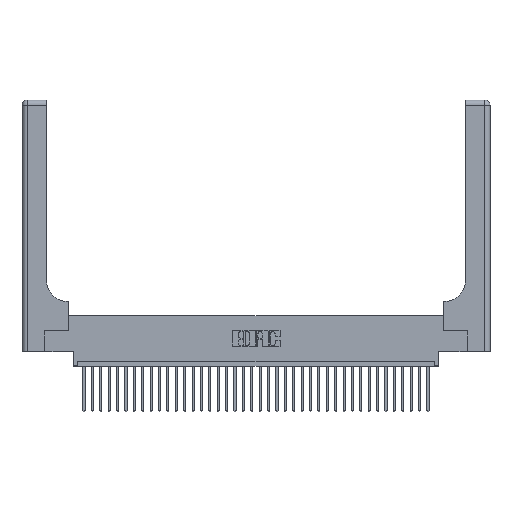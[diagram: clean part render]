
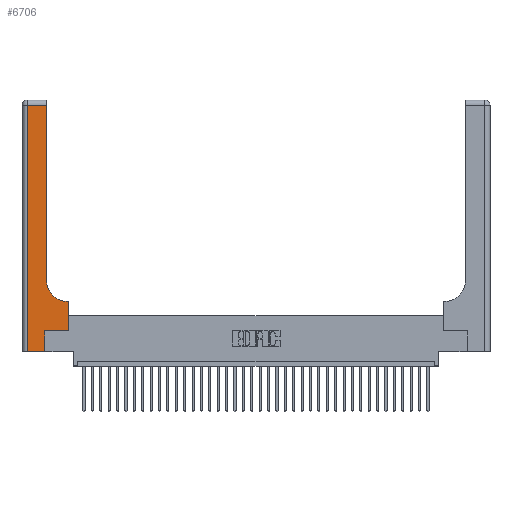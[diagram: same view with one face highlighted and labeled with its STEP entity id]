
A CAD part, top view. The second image highlights one B-rep face of the part: STEP entity #6706.
In plain terms, the highlighted planar face has unit normal (0, 0, 1).
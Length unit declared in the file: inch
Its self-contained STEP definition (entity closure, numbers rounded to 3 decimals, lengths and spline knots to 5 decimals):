
#225 = VERTEX_POINT ( 'NONE', #7352 ) ;
#354 = CARTESIAN_POINT ( 'NONE',  ( 0.5415, 0.6, 0.37 ) ) ;
#951 = CARTESIAN_POINT ( 'NONE',  ( 0.269, 0., 0.37 ) ) ;
#1276 = DIRECTION ( 'NONE',  ( 0., 1., 0. ) ) ;
#1296 = CARTESIAN_POINT ( 'NONE',  ( 0.5585, 0.25, 0.37 ) ) ;
#1810 = ORIENTED_EDGE ( 'NONE', *, *, #2319, .T. ) ;
#2086 = DIRECTION ( 'NONE',  ( 0., 1., 0. ) ) ;
#2319 = EDGE_CURVE ( 'NONE', #33309, #36945, #6577, .T. ) ;
#2339 = CIRCLE ( 'NONE', #29636, 0.25 ) ;
#2684 = LINE ( 'NONE', #1296, #8921 ) ;
#3116 = CARTESIAN_POINT ( 'NONE',  ( 0.269, 0.25, 0.37 ) ) ;
#3442 = EDGE_LOOP ( 'NONE', ( #9463, #6911, #20005, #29751, #1810, #30238, #8121, #28301, #8542 ) ) ;
#3788 = EDGE_CURVE ( 'NONE', #23168, #5222, #13119, .T. ) ;
#4017 = CARTESIAN_POINT ( 'NONE',  ( 0.5415, 0.85, 0.37 ) ) ;
#5222 = VERTEX_POINT ( 'NONE', #27773 ) ;
#5380 = VERTEX_POINT ( 'NONE', #8592 ) ;
#5958 = EDGE_CURVE ( 'NONE', #5222, #33309, #34958, .T. ) ;
#6255 = DIRECTION ( 'NONE',  ( 0., 0., -1. ) ) ;
#6529 = DIRECTION ( 'NONE',  ( 0., 1., 0. ) ) ;
#6577 = LINE ( 'NONE', #15452, #36012 ) ;
#6706 = ADVANCED_FACE ( 'NONE', ( #18352 ), #11858, .F. ) ;
#6911 = ORIENTED_EDGE ( 'NONE', *, *, #11355, .T. ) ;
#7352 = CARTESIAN_POINT ( 'NONE',  ( 0.5585, 0.25, 0.37 ) ) ;
#7683 = EDGE_CURVE ( 'NONE', #225, #5380, #2684, .T. ) ;
#8121 = ORIENTED_EDGE ( 'NONE', *, *, #7683, .T. ) ;
#8542 = ORIENTED_EDGE ( 'NONE', *, *, #20083, .T. ) ;
#8560 = CARTESIAN_POINT ( 'NONE',  ( 0.2915, 2.94, 0.37 ) ) ;
#8592 = CARTESIAN_POINT ( 'NONE',  ( 0.5585, 0.6, 0.37 ) ) ;
#8921 = VECTOR ( 'NONE', #6529, 39.37008 ) ;
#9463 = ORIENTED_EDGE ( 'NONE', *, *, #27410, .T. ) ;
#10794 = DIRECTION ( 'NONE',  ( 1., 0., 0. ) ) ;
#11355 = EDGE_CURVE ( 'NONE', #23418, #23168, #22075, .T. ) ;
#11858 = PLANE ( 'NONE',  #21173 ) ;
#12102 = DIRECTION ( 'NONE',  ( 1., 0., 0. ) ) ;
#12237 = CARTESIAN_POINT ( 'NONE',  ( 0., 3., 0.37 ) ) ;
#12690 = EDGE_CURVE ( 'NONE', #36945, #225, #29654, .T. ) ;
#13119 = LINE ( 'NONE', #28988, #26531 ) ;
#13970 = LINE ( 'NONE', #19131, #19748 ) ;
#13975 = CARTESIAN_POINT ( 'NONE',  ( 0.2915, 0.85, 0.37 ) ) ;
#14414 = VERTEX_POINT ( 'NONE', #354 ) ;
#15452 = CARTESIAN_POINT ( 'NONE',  ( 0.269, 0., 0.37 ) ) ;
#15546 = CARTESIAN_POINT ( 'NONE',  ( 0.06, 2.94, 0.37 ) ) ;
#17949 = CARTESIAN_POINT ( 'NONE',  ( 0.269, 0.25, 0.37 ) ) ;
#18352 = FACE_OUTER_BOUND ( 'NONE', #3442, .T. ) ;
#19131 = CARTESIAN_POINT ( 'NONE',  ( 0.2915, 3., 0.37 ) ) ;
#19466 = DIRECTION ( 'NONE',  ( -1., 0., 0. ) ) ;
#19748 = VECTOR ( 'NONE', #2086, 39.37008 ) ;
#20005 = ORIENTED_EDGE ( 'NONE', *, *, #3788, .T. ) ;
#20083 = EDGE_CURVE ( 'NONE', #14414, #30923, #2339, .T. ) ;
#21173 = AXIS2_PLACEMENT_3D ( 'NONE', #12237, #6255, #35042 ) ;
#22075 = LINE ( 'NONE', #28260, #25209 ) ;
#23057 = DIRECTION ( 'NONE',  ( 1., 0., 0. ) ) ;
#23168 = VERTEX_POINT ( 'NONE', #15546 ) ;
#23333 = DIRECTION ( 'NONE',  ( 0., -1., 0. ) ) ;
#23418 = VERTEX_POINT ( 'NONE', #8560 ) ;
#25209 = VECTOR ( 'NONE', #19466, 39.37008 ) ;
#26531 = VECTOR ( 'NONE', #23333, 39.37008 ) ;
#26600 = DIRECTION ( 'NONE',  ( 0., 0., -1. ) ) ;
#27410 = EDGE_CURVE ( 'NONE', #30923, #23418, #13970, .T. ) ;
#27773 = CARTESIAN_POINT ( 'NONE',  ( 0.06, 0., 0.37 ) ) ;
#28260 = CARTESIAN_POINT ( 'NONE',  ( 0., 2.94, 0.37 ) ) ;
#28301 = ORIENTED_EDGE ( 'NONE', *, *, #30255, .T. ) ;
#28988 = CARTESIAN_POINT ( 'NONE',  ( 0.06, 3., 0.37 ) ) ;
#29184 = VECTOR ( 'NONE', #10794, 39.37008 ) ;
#29636 = AXIS2_PLACEMENT_3D ( 'NONE', #4017, #26600, #12102 ) ;
#29654 = LINE ( 'NONE', #3116, #32339 ) ;
#29751 = ORIENTED_EDGE ( 'NONE', *, *, #5958, .T. ) ;
#29872 = VECTOR ( 'NONE', #33742, 39.37008 ) ;
#30030 = CARTESIAN_POINT ( 'NONE',  ( 0.2915, 0.6, 0.37 ) ) ;
#30238 = ORIENTED_EDGE ( 'NONE', *, *, #12690, .T. ) ;
#30255 = EDGE_CURVE ( 'NONE', #5380, #14414, #30778, .T. ) ;
#30778 = LINE ( 'NONE', #30030, #29872 ) ;
#30923 = VERTEX_POINT ( 'NONE', #13975 ) ;
#32339 = VECTOR ( 'NONE', #23057, 39.37008 ) ;
#33309 = VERTEX_POINT ( 'NONE', #951 ) ;
#33742 = DIRECTION ( 'NONE',  ( -1., 0., 0. ) ) ;
#34958 = LINE ( 'NONE', #36016, #29184 ) ;
#35042 = DIRECTION ( 'NONE',  ( -1., 0., 0. ) ) ;
#36012 = VECTOR ( 'NONE', #1276, 39.37008 ) ;
#36016 = CARTESIAN_POINT ( 'NONE',  ( 0., 0., 0.37 ) ) ;
#36945 = VERTEX_POINT ( 'NONE', #17949 ) ;
